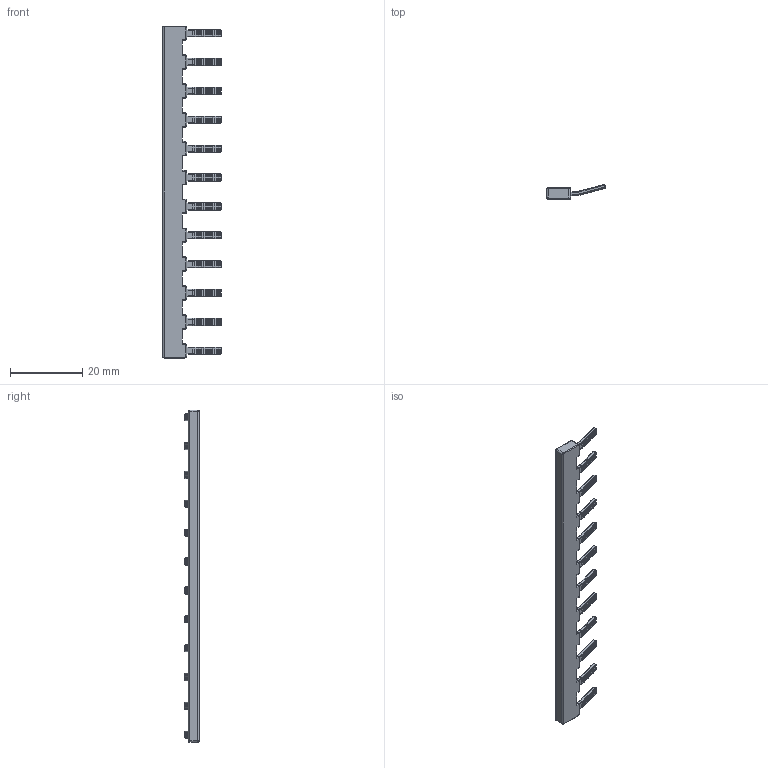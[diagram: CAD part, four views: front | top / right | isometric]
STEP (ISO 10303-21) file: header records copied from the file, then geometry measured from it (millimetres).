
FILE_DESCRIPTION(/* description */ (''),/* implementation_level */ '2;1');
FILE_NAME(/* name */ 'HCL8.stp',/* time_stamp */ '2016-08-18T16:50:43-04:00',/* author */ ('CAD Station'),/* organization */ (''),/* preprocessor_version */ 'ST-DEVELOPER v16.1',/* originating_system */ 'Autodesk Inventor 2016',/* authorisation */ '');
FILE_SCHEMA (('AUTOMOTIVE_DESIGN { 1 0 10303 214 3 1 1 }'));
Products named in the file (1): HCL8
Bounding box: 16.24 x 3.91 x 92 mm (x, y, z)
Volume: 1867.5 mm3; surface area: 2403.3 mm2
Topology: 1 solids, 1 shells, 2304 faces, 5718 edges, 3450 vertices
Faces by surface type: cylinder 960, plane 758, bspline 446, torus 140
Entity records: 88982 total; most frequent: CARTESIAN_POINT 33467, ORIENTED_EDGE 11336, DIRECTION 10914, EDGE_CURVE 5668, AXIS2_PLACEMENT_3D 3939, VERTEX_POINT 3450, LINE 3036, VECTOR 3036
